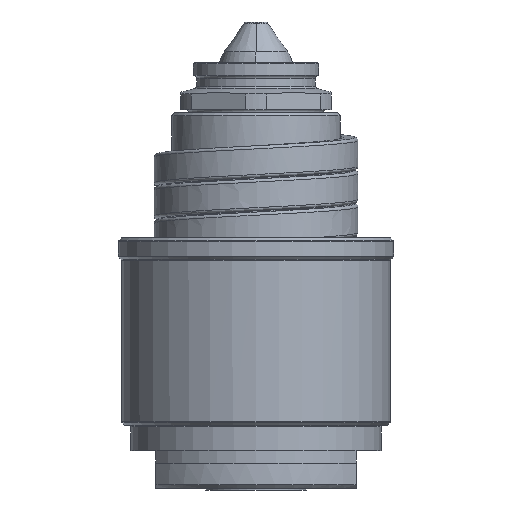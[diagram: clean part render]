
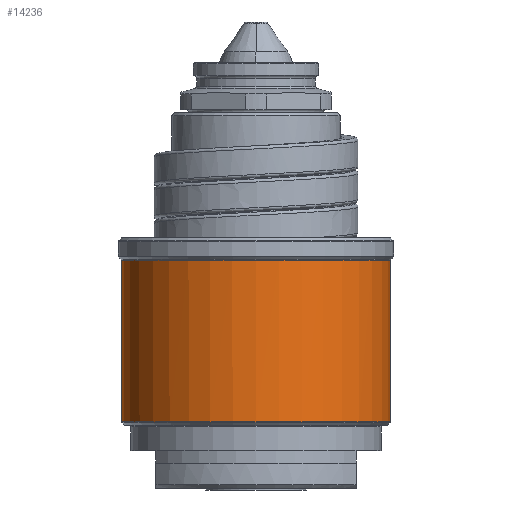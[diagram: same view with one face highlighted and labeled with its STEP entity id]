
A CAD part, front view. The second image highlights one B-rep face of the part: STEP entity #14236.
In plain terms, the highlighted cylindrical face has radius 21.5 mm (diameter 43 mm), a partial arc.
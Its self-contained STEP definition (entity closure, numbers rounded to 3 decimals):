
#2977=DIRECTION('',(0.,0.,1.));
#2978=VECTOR('',#2977,25.834);
#2979=CARTESIAN_POINT('',(21.5,0.,10.583));
#2980=LINE('',#2979,#2978);
#3004=CARTESIAN_POINT('',(0.,0.,10.583));
#3005=DIRECTION('',(0.,0.,1.));
#3006=DIRECTION('',(-1.,0.,0.));
#3007=AXIS2_PLACEMENT_3D('',#3004,#3005,#3006);
#4380=DIRECTION('',(0.,0.,1.));
#4381=VECTOR('',#4380,25.834);
#4382=CARTESIAN_POINT('',(-21.5,0.,10.583));
#4383=LINE('',#4382,#4381);
#4384=CARTESIAN_POINT('',(0.,0.,36.417));
#4385=DIRECTION('',(0.,0.,-1.));
#4386=DIRECTION('',(1.,0.,0.));
#4387=AXIS2_PLACEMENT_3D('',#4384,#4385,#4386);
#4389=CARTESIAN_POINT('',(0.,0.,36.417));
#4390=DIRECTION('',(0.,0.,-1.));
#4391=DIRECTION('',(1.,-0.007,0.));
#4392=AXIS2_PLACEMENT_3D('',#4389,#4390,#4391);
#5189=CARTESIAN_POINT('',(21.499,-0.152,
36.417));
#5190=CARTESIAN_POINT('',(-21.5,0.,36.417));
#5191=VERTEX_POINT('',#5189);
#5192=VERTEX_POINT('',#5190);
#5193=CARTESIAN_POINT('',(21.5,0.,36.417));
#5194=VERTEX_POINT('',#5193);
#5195=CARTESIAN_POINT('',(-21.5,0.,10.583));
#5196=CARTESIAN_POINT('',(21.5,0.,10.583));
#5197=VERTEX_POINT('',#5195);
#5198=VERTEX_POINT('',#5196);
#14222=CARTESIAN_POINT('',(0.,0.,8.5));
#14223=DIRECTION('',(0.,0.,1.));
#14224=DIRECTION('',(-1.,0.,0.));
#14225=AXIS2_PLACEMENT_3D('',#14222,#14223,#14224);
#14226=CYLINDRICAL_SURFACE('',#14225,21.5);
#14227=ORIENTED_EDGE('',*,*,#12432,.F.);
#14228=ORIENTED_EDGE('',*,*,#12410,.T.);
#14230=ORIENTED_EDGE('',*,*,#14229,.F.);
#14232=ORIENTED_EDGE('',*,*,#14231,.F.);
#14233=ORIENTED_EDGE('',*,*,#12404,.F.);
#14234=EDGE_LOOP('',(#14227,#14228,#14230,#14232,#14233));
#14235=FACE_OUTER_BOUND('',#14234,.F.);
#3008=CIRCLE('',#3007,21.5);
#4388=CIRCLE('',#4387,21.5);
#4393=CIRCLE('',#4392,21.5);
#12404=EDGE_CURVE('',#5198,#5194,#2980,.T.);
#12410=EDGE_CURVE('',#5197,#5192,#4383,.T.);
#12432=EDGE_CURVE('',#5197,#5198,#3008,.T.);
#14229=EDGE_CURVE('',#5191,#5192,#4393,.T.);
#14231=EDGE_CURVE('',#5194,#5191,#4388,.T.);
#14236=ADVANCED_FACE('',(#14235),#14226,.T.);
